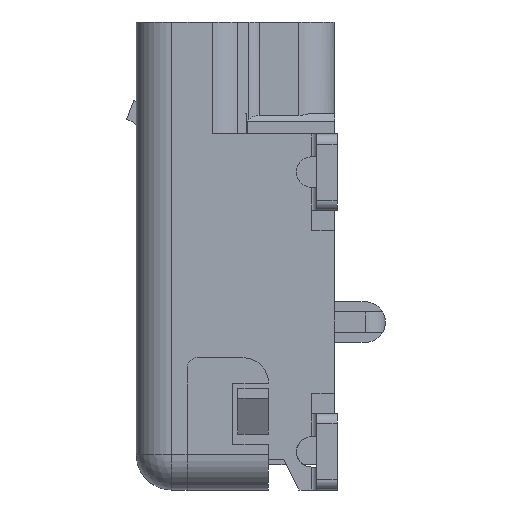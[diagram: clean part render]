
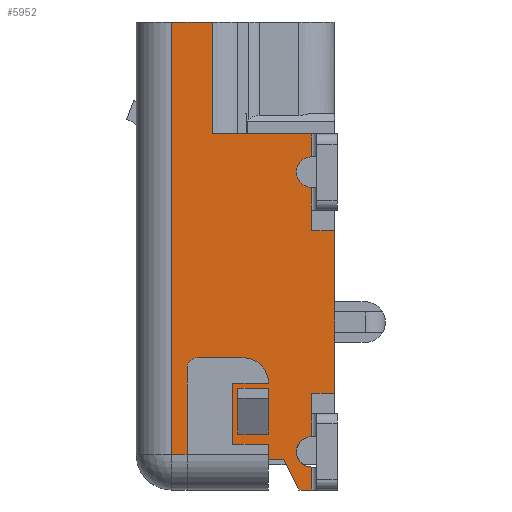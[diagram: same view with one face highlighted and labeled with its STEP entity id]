
A CAD part, left-side view. The second image highlights one B-rep face of the part: STEP entity #5952.
In plain terms, the highlighted planar face has unit normal (-1, 0, 0).
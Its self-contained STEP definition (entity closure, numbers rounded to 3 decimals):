
#201=DIRECTION('',(0.,-1.,0.));
#202=VECTOR('',#201,0.799);
#203=CARTESIAN_POINT('',(-3.85,1.25,0.));
#204=LINE('',#203,#202);
#282=DIRECTION('',(0.,0.,-1.));
#283=VECTOR('',#282,8.5);
#284=CARTESIAN_POINT('',(-3.85,1.25,0.));
#285=LINE('',#284,#283);
#379=DIRECTION('',(0.,1.,0.));
#380=VECTOR('',#379,0.25);
#381=CARTESIAN_POINT('',(-3.85,-1.5,-9.2));
#382=LINE('',#381,#380);
#405=DIRECTION('',(0.,0.,-1.));
#406=VECTOR('',#405,0.9);
#407=CARTESIAN_POINT('',(-3.85,-0.65,-7.2));
#408=LINE('',#407,#406);
#409=DIRECTION('',(0.,-1.,0.));
#410=VECTOR('',#409,0.6);
#411=CARTESIAN_POINT('',(-3.85,-0.05,-7.2));
#412=LINE('',#411,#410);
#413=DIRECTION('',(0.,0.,-1.));
#414=VECTOR('',#413,0.9);
#415=CARTESIAN_POINT('',(-3.85,-0.05,-7.2));
#416=LINE('',#415,#414);
#417=DIRECTION('',(0.,-1.,0.));
#418=VECTOR('',#417,0.6);
#419=CARTESIAN_POINT('',(-3.85,-0.05,-8.1));
#420=LINE('',#419,#418);
#421=DIRECTION('',(0.,1.,0.));
#422=VECTOR('',#421,0.9);
#423=CARTESIAN_POINT('',(-3.85,-0.15,-6.6));
#424=LINE('',#423,#422);
#425=DIRECTION('',(0.,0.,1.));
#426=VECTOR('',#425,1.7);
#427=CARTESIAN_POINT('',(-3.85,0.95,-8.5));
#428=LINE('',#427,#426);
#429=DIRECTION('',(0.,1.,0.));
#430=VECTOR('',#429,0.3);
#431=CARTESIAN_POINT('',(-3.85,0.95,-8.5));
#432=LINE('',#431,#430);
#433=DIRECTION('',(0.,1.,0.));
#434=VECTOR('',#433,1.951);
#435=CARTESIAN_POINT('',(-3.85,-1.5,-2.2));
#436=LINE('',#435,#434);
#437=DIRECTION('',(0.,0.,1.));
#438=VECTOR('',#437,0.45);
#439=CARTESIAN_POINT('',(-3.85,-1.5,-2.65));
#440=LINE('',#439,#438);
#441=DIRECTION('',(0.,0.,1.));
#442=VECTOR('',#441,0.45);
#443=CARTESIAN_POINT('',(-3.85,-1.5,-3.7));
#444=LINE('',#443,#442);
#445=DIRECTION('',(0.,0.,-1.));
#446=VECTOR('',#445,0.4);
#447=CARTESIAN_POINT('',(-3.85,-1.5,-3.7));
#448=LINE('',#447,#446);
#449=DIRECTION('',(0.,1.,0.));
#450=VECTOR('',#449,0.45);
#451=CARTESIAN_POINT('',(-3.85,-1.95,-4.1));
#452=LINE('',#451,#450);
#453=DIRECTION('',(0.,0.,-1.));
#454=VECTOR('',#453,3.2);
#455=CARTESIAN_POINT('',(-3.85,-1.95,-4.1));
#456=LINE('',#455,#454);
#457=DIRECTION('',(0.,1.,0.));
#458=VECTOR('',#457,0.45);
#459=CARTESIAN_POINT('',(-3.85,-1.95,-7.3));
#460=LINE('',#459,#458);
#461=DIRECTION('',(0.,0.,1.));
#462=VECTOR('',#461,0.4);
#463=CARTESIAN_POINT('',(-3.85,-1.5,-7.7));
#464=LINE('',#463,#462);
#465=DIRECTION('',(0.,0.,1.));
#466=VECTOR('',#465,0.45);
#467=CARTESIAN_POINT('',(-3.85,-1.5,-8.15));
#468=LINE('',#467,#466);
#469=DIRECTION('',(0.,0.,1.));
#470=VECTOR('',#469,0.45);
#471=CARTESIAN_POINT('',(-3.85,-1.5,-9.2));
#472=LINE('',#471,#470);
#473=DIRECTION('',(0.,-0.447,-0.894));
#474=VECTOR('',#473,0.671);
#475=CARTESIAN_POINT('',(-3.85,-0.95,-8.6));
#476=LINE('',#475,#474);
#477=DIRECTION('',(0.,-1.,0.));
#478=VECTOR('',#477,0.3);
#479=CARTESIAN_POINT('',(-3.85,-0.65,-8.6));
#480=LINE('',#479,#478);
#481=DIRECTION('',(0.,0.,1.));
#482=VECTOR('',#481,0.3);
#483=CARTESIAN_POINT('',(-3.85,-0.65,-8.6));
#484=LINE('',#483,#482);
#485=DIRECTION('',(0.,1.,0.));
#486=VECTOR('',#485,0.7);
#487=CARTESIAN_POINT('',(-3.85,-0.65,-8.3));
#488=LINE('',#487,#486);
#2417=CARTESIAN_POINT('',(-3.85,0.75,-6.8));
#2418=DIRECTION('',(1.,0.,0.));
#2419=DIRECTION('',(0.,1.,0.));
#2420=AXIS2_PLACEMENT_3D('',#2417,#2418,#2419);
#2422=CARTESIAN_POINT('',(-3.85,-0.15,-7.1));
#2423=DIRECTION('',(1.,0.,0.));
#2424=DIRECTION('',(0.,0.,1.));
#2425=AXIS2_PLACEMENT_3D('',#2422,#2423,#2424);
#2431=DIRECTION('',(0.,1.,0.));
#2432=VECTOR('',#2431,0.7);
#2433=CARTESIAN_POINT('',(-3.85,-0.65,-7.1));
#2434=LINE('',#2433,#2432);
#2439=DIRECTION('',(0.,0.,1.));
#2440=VECTOR('',#2439,1.2);
#2441=CARTESIAN_POINT('',(-3.85,0.05,-8.3));
#2442=LINE('',#2441,#2440);
#2610=CARTESIAN_POINT('',(-3.85,-1.5,-8.45));
#2611=DIRECTION('',(1.,0.,0.));
#2612=DIRECTION('',(0.,0.,-1.));
#2613=AXIS2_PLACEMENT_3D('',#2610,#2611,#2612);
#4361=DIRECTION('',(0.,0.,1.));
#4362=VECTOR('',#4361,2.2);
#4363=CARTESIAN_POINT('',(-3.85,0.451,-2.2));
#4364=LINE('',#4363,#4362);
#4374=CARTESIAN_POINT('',(-3.85,-1.5,-2.95));
#4375=DIRECTION('',(1.,0.,0.));
#4376=DIRECTION('',(0.,0.,-1.));
#4377=AXIS2_PLACEMENT_3D('',#4374,#4375,#4376);
#4408=CARTESIAN_POINT('',(-3.85,1.25,0.));
#4410=VERTEX_POINT('',#4408);
#4411=CARTESIAN_POINT('',(-3.85,0.451,0.));
#4412=VERTEX_POINT('',#4411);
#4499=CARTESIAN_POINT('',(-3.85,0.95,-6.8));
#4500=CARTESIAN_POINT('',(-3.85,0.75,-6.6));
#4501=VERTEX_POINT('',#4499);
#4502=VERTEX_POINT('',#4500);
#4537=CARTESIAN_POINT('',(-3.85,1.25,-8.5));
#4538=VERTEX_POINT('',#4537);
#4541=CARTESIAN_POINT('',(-3.85,0.95,-8.5));
#4542=VERTEX_POINT('',#4541);
#4559=CARTESIAN_POINT('',(-3.85,-0.15,-6.6));
#4560=VERTEX_POINT('',#4559);
#4603=CARTESIAN_POINT('',(-3.85,-0.65,-7.1));
#4604=VERTEX_POINT('',#4603);
#5005=CARTESIAN_POINT('',(-3.85,-0.65,-8.6));
#5006=VERTEX_POINT('',#5005);
#5007=CARTESIAN_POINT('',(-3.85,-0.95,-8.6));
#5008=VERTEX_POINT('',#5007);
#5009=CARTESIAN_POINT('',(-3.85,-1.25,-9.2));
#5010=VERTEX_POINT('',#5009);
#5316=CARTESIAN_POINT('',(-3.85,-1.95,-4.1));
#5318=VERTEX_POINT('',#5316);
#5347=CARTESIAN_POINT('',(-3.85,-1.5,-2.2));
#5349=VERTEX_POINT('',#5347);
#5355=CARTESIAN_POINT('',(-3.85,-1.5,-3.7));
#5357=VERTEX_POINT('',#5355);
#5359=CARTESIAN_POINT('',(-3.85,-1.5,-4.1));
#5360=VERTEX_POINT('',#5359);
#5363=CARTESIAN_POINT('',(-3.85,0.451,-2.2));
#5364=VERTEX_POINT('',#5363);
#5406=CARTESIAN_POINT('',(-3.85,-1.5,-2.65));
#5408=VERTEX_POINT('',#5406);
#5410=CARTESIAN_POINT('',(-3.85,-1.5,-3.25));
#5412=VERTEX_POINT('',#5410);
#5413=CARTESIAN_POINT('',(-3.85,-1.95,-7.3));
#5414=CARTESIAN_POINT('',(-3.85,-1.5,-7.3));
#5415=VERTEX_POINT('',#5413);
#5416=VERTEX_POINT('',#5414);
#5453=CARTESIAN_POINT('',(-3.85,-1.5,-7.7));
#5455=VERTEX_POINT('',#5453);
#5461=CARTESIAN_POINT('',(-3.85,-1.5,-9.2));
#5463=VERTEX_POINT('',#5461);
#5508=CARTESIAN_POINT('',(-3.85,-1.5,-8.15));
#5510=VERTEX_POINT('',#5508);
#5514=CARTESIAN_POINT('',(-3.85,-1.5,-8.75));
#5516=VERTEX_POINT('',#5514);
#5517=CARTESIAN_POINT('',(-3.85,0.05,-8.3));
#5518=CARTESIAN_POINT('',(-3.85,0.05,-7.1));
#5519=VERTEX_POINT('',#5517);
#5520=VERTEX_POINT('',#5518);
#5526=CARTESIAN_POINT('',(-3.85,-0.65,-8.3));
#5528=VERTEX_POINT('',#5526);
#5557=CARTESIAN_POINT('',(-3.85,-0.65,-7.2));
#5558=CARTESIAN_POINT('',(-3.85,-0.65,-8.1));
#5559=VERTEX_POINT('',#5557);
#5560=VERTEX_POINT('',#5558);
#5561=CARTESIAN_POINT('',(-3.85,-0.05,-7.2));
#5562=CARTESIAN_POINT('',(-3.85,-0.05,-8.1));
#5563=VERTEX_POINT('',#5561);
#5564=VERTEX_POINT('',#5562);
#5886=CARTESIAN_POINT('',(-3.85,1.25,0.));
#5887=DIRECTION('',(-1.,0.,0.));
#5888=DIRECTION('',(0.,-1.,0.));
#5889=AXIS2_PLACEMENT_3D('',#5886,#5887,#5888);
#5890=PLANE('',#5889);
#5892=ORIENTED_EDGE('',*,*,#5891,.F.);
#5894=ORIENTED_EDGE('',*,*,#5893,.F.);
#5896=ORIENTED_EDGE('',*,*,#5895,.T.);
#5898=ORIENTED_EDGE('',*,*,#5897,.F.);
#5899=ORIENTED_EDGE('',*,*,#5877,.F.);
#5900=ORIENTED_EDGE('',*,*,#5776,.T.);
#5901=ORIENTED_EDGE('',*,*,#5750,.F.);
#5902=ORIENTED_EDGE('',*,*,#5701,.T.);
#5904=ORIENTED_EDGE('',*,*,#5903,.F.);
#5906=ORIENTED_EDGE('',*,*,#5905,.F.);
#5908=ORIENTED_EDGE('',*,*,#5907,.F.);
#5910=ORIENTED_EDGE('',*,*,#5909,.F.);
#5912=ORIENTED_EDGE('',*,*,#5911,.F.);
#5914=ORIENTED_EDGE('',*,*,#5913,.T.);
#5916=ORIENTED_EDGE('',*,*,#5915,.F.);
#5918=ORIENTED_EDGE('',*,*,#5917,.T.);
#5920=ORIENTED_EDGE('',*,*,#5919,.T.);
#5922=ORIENTED_EDGE('',*,*,#5921,.F.);
#5924=ORIENTED_EDGE('',*,*,#5923,.F.);
#5926=ORIENTED_EDGE('',*,*,#5925,.F.);
#5928=ORIENTED_EDGE('',*,*,#5927,.F.);
#5929=ORIENTED_EDGE('',*,*,#5845,.T.);
#5931=ORIENTED_EDGE('',*,*,#5930,.F.);
#5933=ORIENTED_EDGE('',*,*,#5932,.F.);
#5935=ORIENTED_EDGE('',*,*,#5934,.T.);
#5937=ORIENTED_EDGE('',*,*,#5936,.T.);
#5939=ORIENTED_EDGE('',*,*,#5938,.T.);
#5940=EDGE_LOOP('',(#5892,#5894,#5896,#5898,#5899,#5900,#5901,#5902,#5904,#5906,
#5908,#5910,#5912,#5914,#5916,#5918,#5920,#5922,#5924,#5926,#5928,#5929,#5931,
#5933,#5935,#5937,#5939));
#5941=FACE_OUTER_BOUND('',#5940,.F.);
#5943=ORIENTED_EDGE('',*,*,#5942,.F.);
#5945=ORIENTED_EDGE('',*,*,#5944,.F.);
#5947=ORIENTED_EDGE('',*,*,#5946,.T.);
#5949=ORIENTED_EDGE('',*,*,#5948,.T.);
#5950=EDGE_LOOP('',(#5943,#5945,#5947,#5949));
#5951=FACE_BOUND('',#5950,.F.);
#5952=ADVANCED_FACE('',(#5941,#5951),#5890,.T.);
#2421=CIRCLE('',#2420,0.2);
#2426=CIRCLE('',#2425,0.5);
#2614=CIRCLE('',#2613,0.3);
#4378=CIRCLE('',#4377,0.3);
#5701=EDGE_CURVE('',#4410,#4412,#204,.T.);
#5750=EDGE_CURVE('',#4410,#4538,#285,.T.);
#5776=EDGE_CURVE('',#4542,#4538,#432,.T.);
#5845=EDGE_CURVE('',#5463,#5010,#382,.T.);
#5877=EDGE_CURVE('',#4542,#4501,#428,.T.);
#5891=EDGE_CURVE('',#4604,#5520,#2434,.T.);
#5893=EDGE_CURVE('',#4560,#4604,#2426,.T.);
#5895=EDGE_CURVE('',#4560,#4502,#424,.T.);
#5897=EDGE_CURVE('',#4501,#4502,#2421,.T.);
#5903=EDGE_CURVE('',#5364,#4412,#4364,.T.);
#5905=EDGE_CURVE('',#5349,#5364,#436,.T.);
#5907=EDGE_CURVE('',#5408,#5349,#440,.T.);
#5909=EDGE_CURVE('',#5412,#5408,#4378,.T.);
#5911=EDGE_CURVE('',#5357,#5412,#444,.T.);
#5913=EDGE_CURVE('',#5357,#5360,#448,.T.);
#5915=EDGE_CURVE('',#5318,#5360,#452,.T.);
#5917=EDGE_CURVE('',#5318,#5415,#456,.T.);
#5919=EDGE_CURVE('',#5415,#5416,#460,.T.);
#5921=EDGE_CURVE('',#5455,#5416,#464,.T.);
#5923=EDGE_CURVE('',#5510,#5455,#468,.T.);
#5925=EDGE_CURVE('',#5516,#5510,#2614,.T.);
#5927=EDGE_CURVE('',#5463,#5516,#472,.T.);
#5930=EDGE_CURVE('',#5008,#5010,#476,.T.);
#5932=EDGE_CURVE('',#5006,#5008,#480,.T.);
#5934=EDGE_CURVE('',#5006,#5528,#484,.T.);
#5936=EDGE_CURVE('',#5528,#5519,#488,.T.);
#5938=EDGE_CURVE('',#5519,#5520,#2442,.T.);
#5942=EDGE_CURVE('',#5559,#5560,#408,.T.);
#5944=EDGE_CURVE('',#5563,#5559,#412,.T.);
#5946=EDGE_CURVE('',#5563,#5564,#416,.T.);
#5948=EDGE_CURVE('',#5564,#5560,#420,.T.);
